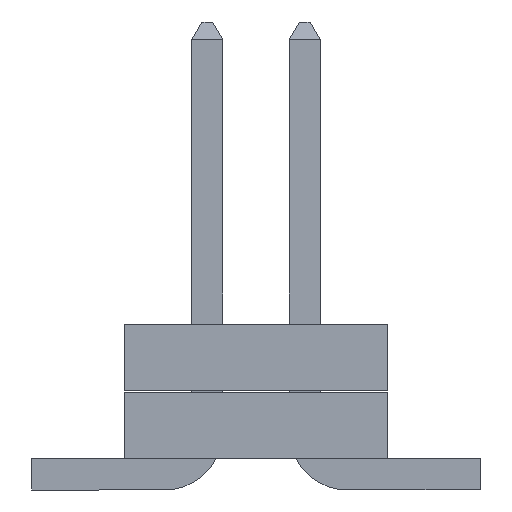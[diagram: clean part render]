
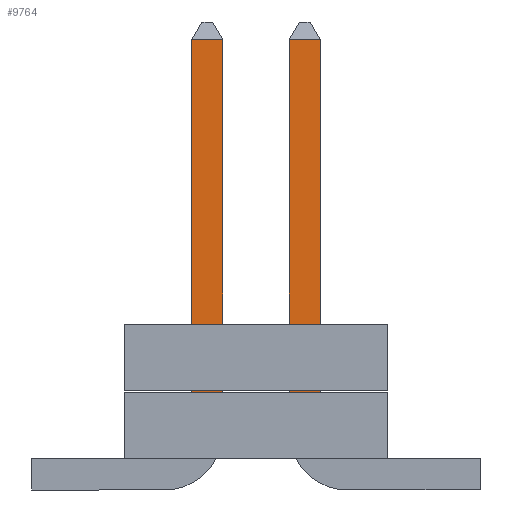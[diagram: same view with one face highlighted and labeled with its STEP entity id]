
A CAD part, left-side view. The second image highlights one B-rep face of the part: STEP entity #9764.
In plain terms, the highlighted planar face has unit normal (-1, 0, 0).
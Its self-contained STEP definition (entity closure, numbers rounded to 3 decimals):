
#221 = VERTEX_POINT('',#222);
#222 = CARTESIAN_POINT('',(-19.888,5.461,0.838));
#1463 = VERTEX_POINT('',#1464);
#1464 = CARTESIAN_POINT('',(-19.888,5.461,-0.838));
#3662 = VERTEX_POINT('',#3663);
#3663 = CARTESIAN_POINT('',(-19.888,5.461,-0.432));
#4625 = VERTEX_POINT('',#4626);
#4626 = CARTESIAN_POINT('',(-19.888,5.461,0.432));
#6593 = EDGE_CURVE('',#221,#6594,#6596,.T.);
#6594 = VERTEX_POINT('',#6595);
#6595 = CARTESIAN_POINT('',(-19.888,0.301,0.838));
#6596 = LINE('',#6597,#6598);
#6597 = CARTESIAN_POINT('',(-19.888,5.461,0.838));
#6598 = VECTOR('',#6599,1.);
#6599 = DIRECTION('',(0.,-1.,0.));
#7337 = EDGE_CURVE('',#6594,#7338,#7340,.T.);
#7338 = VERTEX_POINT('',#7339);
#7339 = CARTESIAN_POINT('',(-19.888,0.301,-0.838));
#7340 = LINE('',#7341,#7342);
#7341 = CARTESIAN_POINT('',(-19.888,0.301,0.838));
#7342 = VECTOR('',#7343,1.);
#7343 = DIRECTION('',(0.,0.,-1.));
#8088 = EDGE_CURVE('',#7338,#1463,#8089,.T.);
#8089 = LINE('',#8090,#8091);
#8090 = CARTESIAN_POINT('',(-19.888,0.301,-0.838));
#8091 = VECTOR('',#8092,1.);
#8092 = DIRECTION('',(0.,1.,0.));
#8205 = EDGE_CURVE('',#3662,#8206,#8208,.T.);
#8206 = VERTEX_POINT('',#8207);
#8207 = CARTESIAN_POINT('',(-19.888,0.555,-0.432));
#8208 = LINE('',#8209,#8210);
#8209 = CARTESIAN_POINT('',(-19.888,5.461,-0.432));
#8210 = VECTOR('',#8211,1.);
#8211 = DIRECTION('',(0.,-1.,0.));
#8949 = EDGE_CURVE('',#8206,#8950,#8952,.T.);
#8950 = VERTEX_POINT('',#8951);
#8951 = CARTESIAN_POINT('',(-19.888,0.555,0.432));
#8952 = LINE('',#8953,#8954);
#8953 = CARTESIAN_POINT('',(-19.888,0.555,-0.432));
#8954 = VECTOR('',#8955,1.);
#8955 = DIRECTION('',(0.,0.,1.));
#9700 = EDGE_CURVE('',#8950,#4625,#9701,.T.);
#9701 = LINE('',#9702,#9703);
#9702 = CARTESIAN_POINT('',(-19.888,0.555,0.432));
#9703 = VECTOR('',#9704,1.);
#9704 = DIRECTION('',(0.,1.,0.));
#9764 = ADVANCED_FACE('',(#9765),#9785,.F.);
#9765 = FACE_BOUND('',#9766,.T.);
#9766 = EDGE_LOOP('',(#9767,#9768,#9769,#9775,#9776,#9777,#9778,#9784));
#9767 = ORIENTED_EDGE('',*,*,#7337,.F.);
#9768 = ORIENTED_EDGE('',*,*,#6593,.F.);
#9769 = ORIENTED_EDGE('',*,*,#9770,.T.);
#9770 = EDGE_CURVE('',#221,#4625,#9771,.T.);
#9771 = LINE('',#9772,#9773);
#9772 = CARTESIAN_POINT('',(-19.888,5.461,0.));
#9773 = VECTOR('',#9774,1.);
#9774 = DIRECTION('',(0.,0.,-1.));
#9775 = ORIENTED_EDGE('',*,*,#9700,.F.);
#9776 = ORIENTED_EDGE('',*,*,#8949,.F.);
#9777 = ORIENTED_EDGE('',*,*,#8205,.F.);
#9778 = ORIENTED_EDGE('',*,*,#9779,.T.);
#9779 = EDGE_CURVE('',#3662,#1463,#9780,.T.);
#9780 = LINE('',#9781,#9782);
#9781 = CARTESIAN_POINT('',(-19.888,5.461,0.));
#9782 = VECTOR('',#9783,1.);
#9783 = DIRECTION('',(0.,0.,-1.));
#9784 = ORIENTED_EDGE('',*,*,#8088,.F.);
#9785 = PLANE('',#9786);
#9786 = AXIS2_PLACEMENT_3D('',#9787,#9788,#9789);
#9787 = CARTESIAN_POINT('',(-19.888,0.,0.));
#9788 = DIRECTION('',(1.,0.,0.));
#9789 = DIRECTION('',(0.,0.,-1.));
